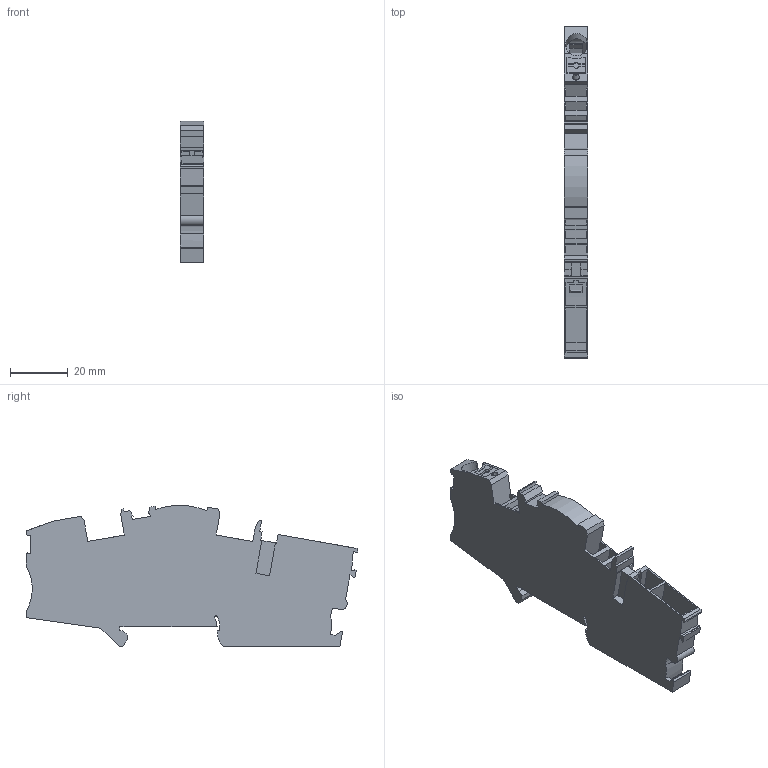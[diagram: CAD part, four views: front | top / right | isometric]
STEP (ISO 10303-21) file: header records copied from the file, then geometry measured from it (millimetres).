
FILE_DESCRIPTION(('Creo Elements/Direct Modeling STEP Export'),'2;1');
FILE_NAME('model.stp','2018-02-16T19:35:33',(''),(''),'Creo Elements/Direct Modeling STEP processor for AP214 (Solid Model)','Creo Elements/Direct Modeling 18.1I 14-Aug-2016 (C) Parametric Technology GmbH','');
FILE_SCHEMA(('AUTOMOTIVE_DESIGN { 1 0 10303 214 1 1 1 1 }'));
Length unit declared in the file: millimetre
Products named in the file (2): PTMED_6_CT_1P-select
Assembly tree (1 placements, depth 2):
  PTMED_6_CT_1P-select
    PTMED_6_CT_1P-select
Bounding box: 8.15 x 114.83 x 48.92 mm (x, y, z)
Volume: 27304.7 mm3; surface area: 15285.7 mm2
Topology: 1 solids, 1 shells, 202 faces, 575 edges, 382 vertices
Faces by surface type: plane 175, cylinder 27
Entity records: 8583 total; most frequent: CARTESIAN_POINT 1678, ORIENTED_EDGE 1150, DIRECTION 1001, EDGE_CURVE 575, VECTOR 501, LINE 501, VERTEX_POINT 382, AXIS2_PLACEMENT_3D 250
